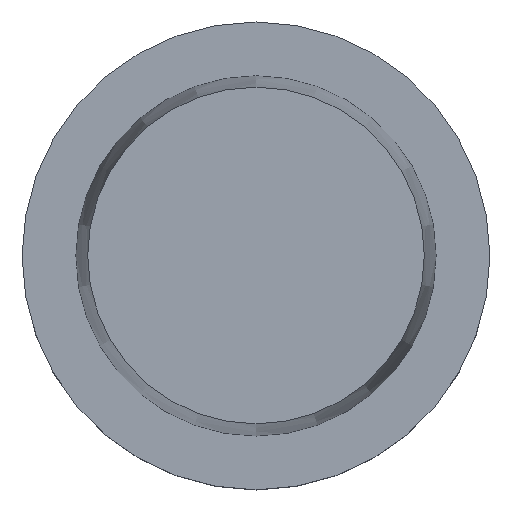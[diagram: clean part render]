
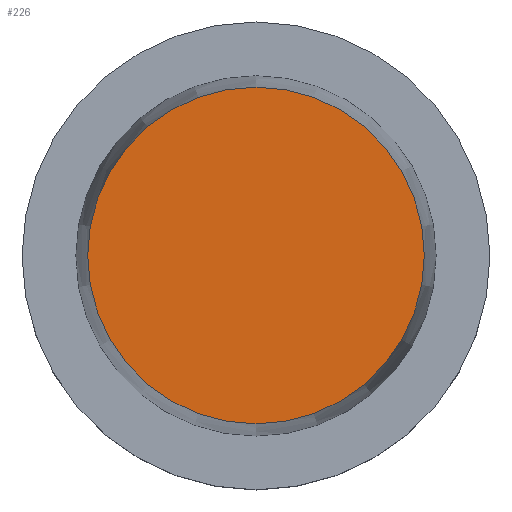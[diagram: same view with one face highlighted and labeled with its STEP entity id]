
A CAD part, top view. The second image highlights one B-rep face of the part: STEP entity #226.
In plain terms, the highlighted planar face has unit normal (0, 0, 1).
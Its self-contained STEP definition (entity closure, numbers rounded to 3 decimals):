
#100=EDGE_CURVE('Unnamed[1]',#273,#273,#274,.T.);
#226=ADVANCED_FACE('Unnamed[1]',(#471),#472,.T.);
#273=VERTEX_POINT('',#517);
#274=CIRCLE('',#518,44.978);
#471=FACE_OUTER_BOUND('',#764,.T.);
#472=PLANE('',#765);
#517=CARTESIAN_POINT('',(0.,44.978,63.));
#518=AXIS2_PLACEMENT_3D('',#800,#801,#802);
#764=EDGE_LOOP('',(#1020));
#765=AXIS2_PLACEMENT_3D('',#1021,#1022,#1023);
#800=CARTESIAN_POINT('',(0.,0.,63.));
#801=DIRECTION('',(0.,0.,-1.0));
#802=DIRECTION('',(0.,1.0,0.));
#1020=ORIENTED_EDGE('',*,*,#100,.F.);
#1021=CARTESIAN_POINT('',(0.,22.489,63.));
#1022=DIRECTION('',(0.,0.,1.0));
#1023=DIRECTION('',(0.,-1.0,0.));
